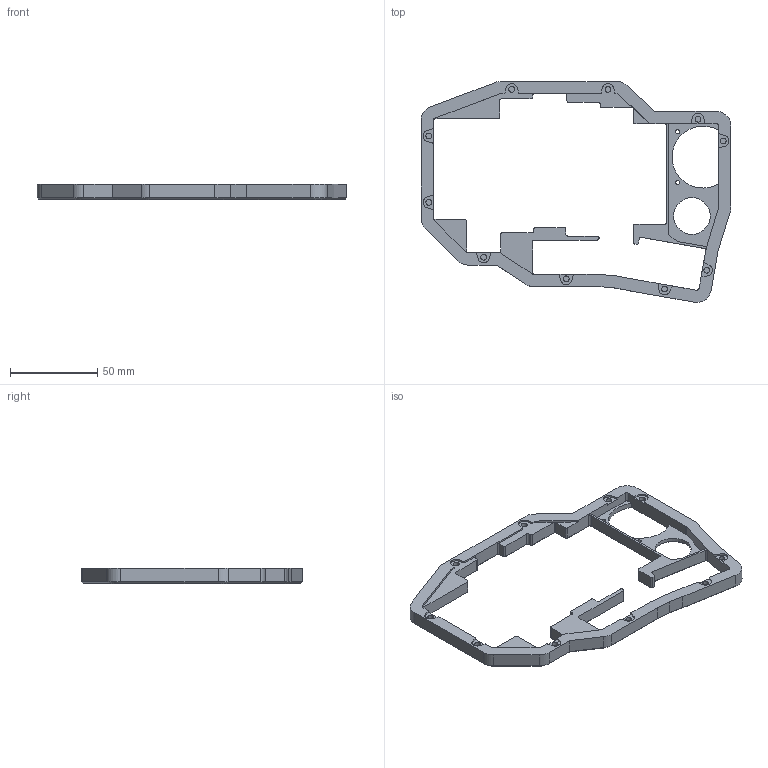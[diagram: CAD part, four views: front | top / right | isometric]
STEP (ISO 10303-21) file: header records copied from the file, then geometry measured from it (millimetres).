
FILE_DESCRIPTION(/* description */ ('STEP AP242','CAx-IF Rec.Pracs.---Representation and Presentation of Product Manufacturing Information (PMI)---4.0---2014-10-13','CAx-IF Rec.Pracs.---3D Tessellated Geometry---0.4---2014-09-14','2;1'),/* implementation_level */ '2;1');
FILE_NAME(/* name */ '6550ed939bf28a3b35182636',/* time_stamp */ '2023-11-12T15:21:56Z',/* author */ (''),/* organization */ (''),/* preprocessor_version */ 'ST-DEVELOPER v19.4',/* originating_system */ ' ',/* authorisation */ ' ');
FILE_SCHEMA (('AP242_MANAGED_MODEL_BASED_3D_ENGINEERING_MIM_LF { 1 0 10303 442 1 1 4 }'));
Length unit declared in the file: metre
Products named in the file (1): Right Top
Bounding box: 177.85 x 126.75 x 8.7 mm (x, y, z)
Volume: 44390.4 mm3; surface area: 23436.7 mm2
Topology: 1 solids, 1 shells, 304 faces, 794 edges, 501 vertices
Faces by surface type: plane 159, cylinder 100, cone 45
Full cylindrical faces by diameter (mm): 2.4 x2, 3.3 x10, 21 x1
Entity records: 9146 total; most frequent: DIRECTION 1626, CARTESIAN_POINT 1566, ORIENTED_EDGE 1540, EDGE_CURVE 770, AXIS2_PLACEMENT_3D 551, LINE 524, VECTOR 524, VERTEX_POINT 491
